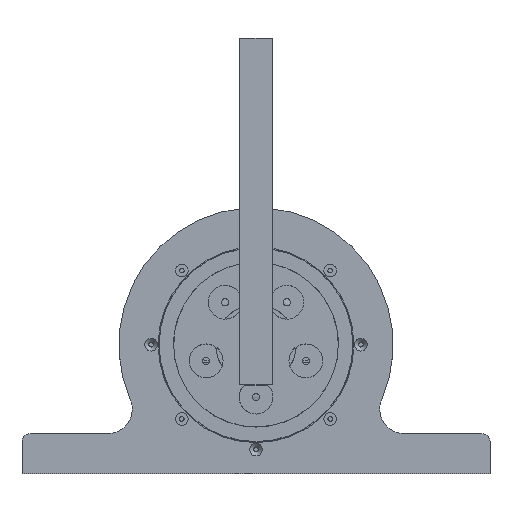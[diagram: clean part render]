
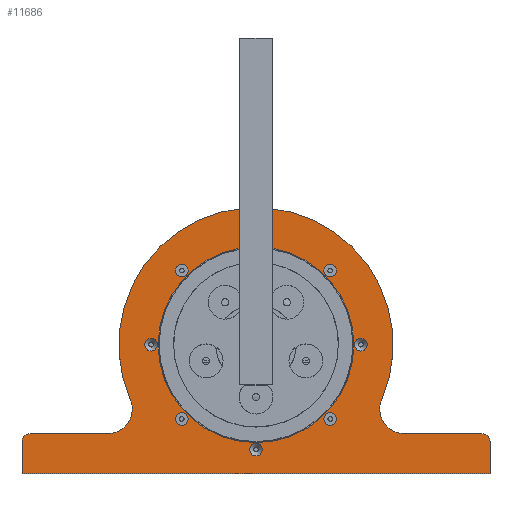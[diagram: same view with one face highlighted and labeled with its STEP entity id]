
A CAD part, top view. The second image highlights one B-rep face of the part: STEP entity #11686.
In plain terms, the highlighted planar face has unit normal (0, 0, 1).
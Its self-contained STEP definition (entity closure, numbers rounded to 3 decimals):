
#365=FACE_BOUND('',#4025,.T.);
#366=FACE_BOUND('',#4026,.T.);
#367=FACE_BOUND('',#4027,.T.);
#368=FACE_BOUND('',#4028,.T.);
#369=FACE_BOUND('',#4029,.T.);
#370=FACE_BOUND('',#4030,.T.);
#371=FACE_BOUND('',#4031,.T.);
#372=FACE_BOUND('',#4032,.T.);
#373=FACE_BOUND('',#4033,.T.);
#1277=LINE('',#18686,#2492);
#1278=LINE('',#18688,#2493);
#1279=LINE('',#18690,#2494);
#1280=LINE('',#18694,#2495);
#1281=LINE('',#18701,#2496);
#2492=VECTOR('',#15286,10.);
#2493=VECTOR('',#15287,10.);
#2494=VECTOR('',#15288,10.);
#2495=VECTOR('',#15291,10.);
#2496=VECTOR('',#15298,10.);
#3290=FACE_OUTER_BOUND('',#4024,.T.);
#4024=EDGE_LOOP('',(#9779,#9780,#9781,#9782,#9783,#9784,#9785,#9786,#9787,
#9788));
#4025=EDGE_LOOP('',(#9789));
#4026=EDGE_LOOP('',(#9790));
#4027=EDGE_LOOP('',(#9791));
#4028=EDGE_LOOP('',(#9792));
#4029=EDGE_LOOP('',(#9793));
#4030=EDGE_LOOP('',(#9794));
#4031=EDGE_LOOP('',(#9795));
#4032=EDGE_LOOP('',(#9796));
#4033=EDGE_LOOP('',(#9797));
#4589=CIRCLE('',#12638,3.9);
#4591=CIRCLE('',#12641,5.);
#4592=CIRCLE('',#12642,5.);
#4593=CIRCLE('',#12643,15.);
#4594=CIRCLE('',#12644,85.);
#4595=CIRCLE('',#12645,15.);
#4596=CIRCLE('',#12646,3.9);
#4597=CIRCLE('',#12647,3.9);
#4598=CIRCLE('',#12648,3.9);
#4599=CIRCLE('',#12649,3.9);
#4600=CIRCLE('',#12650,60.65);
#4601=CIRCLE('',#12651,3.9);
#4602=CIRCLE('',#12652,3.9);
#4603=CIRCLE('',#12653,3.9);
#5495=VERTEX_POINT('',#18676);
#5497=VERTEX_POINT('',#18682);
#5498=VERTEX_POINT('',#18683);
#5499=VERTEX_POINT('',#18685);
#5500=VERTEX_POINT('',#18687);
#5501=VERTEX_POINT('',#18689);
#5502=VERTEX_POINT('',#18691);
#5503=VERTEX_POINT('',#18693);
#5504=VERTEX_POINT('',#18695);
#5505=VERTEX_POINT('',#18697);
#5506=VERTEX_POINT('',#18699);
#5507=VERTEX_POINT('',#18702);
#5508=VERTEX_POINT('',#18704);
#5509=VERTEX_POINT('',#18706);
#5510=VERTEX_POINT('',#18708);
#5511=VERTEX_POINT('',#18710);
#5512=VERTEX_POINT('',#18712);
#5513=VERTEX_POINT('',#18714);
#5514=VERTEX_POINT('',#18716);
#6974=EDGE_CURVE('',#5495,#5495,#4589,.T.);
#6977=EDGE_CURVE('',#5497,#5498,#4591,.T.);
#6978=EDGE_CURVE('',#5497,#5499,#1277,.T.);
#6979=EDGE_CURVE('',#5499,#5500,#1278,.F.);
#6980=EDGE_CURVE('',#5500,#5501,#1279,.T.);
#6981=EDGE_CURVE('',#5502,#5501,#4592,.T.);
#6982=EDGE_CURVE('',#5502,#5503,#1280,.F.);
#6983=EDGE_CURVE('',#5504,#5503,#4593,.T.);
#6984=EDGE_CURVE('',#5504,#5505,#4594,.T.);
#6985=EDGE_CURVE('',#5506,#5505,#4595,.T.);
#6986=EDGE_CURVE('',#5506,#5498,#1281,.F.);
#6987=EDGE_CURVE('',#5507,#5507,#4596,.T.);
#6988=EDGE_CURVE('',#5508,#5508,#4597,.T.);
#6989=EDGE_CURVE('',#5509,#5509,#4598,.T.);
#6990=EDGE_CURVE('',#5510,#5510,#4599,.T.);
#6991=EDGE_CURVE('',#5511,#5511,#4600,.T.);
#6992=EDGE_CURVE('',#5512,#5512,#4601,.T.);
#6993=EDGE_CURVE('',#5513,#5513,#4602,.T.);
#6994=EDGE_CURVE('',#5514,#5514,#4603,.T.);
#9779=ORIENTED_EDGE('',*,*,#6977,.F.);
#9780=ORIENTED_EDGE('',*,*,#6978,.T.);
#9781=ORIENTED_EDGE('',*,*,#6979,.T.);
#9782=ORIENTED_EDGE('',*,*,#6980,.T.);
#9783=ORIENTED_EDGE('',*,*,#6981,.F.);
#9784=ORIENTED_EDGE('',*,*,#6982,.T.);
#9785=ORIENTED_EDGE('',*,*,#6983,.F.);
#9786=ORIENTED_EDGE('',*,*,#6984,.T.);
#9787=ORIENTED_EDGE('',*,*,#6985,.F.);
#9788=ORIENTED_EDGE('',*,*,#6986,.T.);
#9789=ORIENTED_EDGE('',*,*,#6987,.F.);
#9790=ORIENTED_EDGE('',*,*,#6988,.F.);
#9791=ORIENTED_EDGE('',*,*,#6989,.F.);
#9792=ORIENTED_EDGE('',*,*,#6990,.F.);
#9793=ORIENTED_EDGE('',*,*,#6991,.T.);
#9794=ORIENTED_EDGE('',*,*,#6992,.F.);
#9795=ORIENTED_EDGE('',*,*,#6993,.F.);
#9796=ORIENTED_EDGE('',*,*,#6994,.F.);
#9797=ORIENTED_EDGE('',*,*,#6974,.F.);
#11128=PLANE('',#12640);
#11686=ADVANCED_FACE('',(#3290,#365,#366,#367,#368,#369,#370,#371,#372,
#373),#11128,.T.);
#12638=AXIS2_PLACEMENT_3D('',#18677,#15277,#15278);
#12640=AXIS2_PLACEMENT_3D('',#18681,#15282,#15283);
#12641=AXIS2_PLACEMENT_3D('',#18684,#15284,#15285);
#12642=AXIS2_PLACEMENT_3D('',#18692,#15289,#15290);
#12643=AXIS2_PLACEMENT_3D('',#18696,#15292,#15293);
#12644=AXIS2_PLACEMENT_3D('',#18698,#15294,#15295);
#12645=AXIS2_PLACEMENT_3D('',#18700,#15296,#15297);
#12646=AXIS2_PLACEMENT_3D('',#18703,#15299,#15300);
#12647=AXIS2_PLACEMENT_3D('',#18705,#15301,#15302);
#12648=AXIS2_PLACEMENT_3D('',#18707,#15303,#15304);
#12649=AXIS2_PLACEMENT_3D('',#18709,#15305,#15306);
#12650=AXIS2_PLACEMENT_3D('',#18711,#15307,#15308);
#12651=AXIS2_PLACEMENT_3D('',#18713,#15309,#15310);
#12652=AXIS2_PLACEMENT_3D('',#18715,#15311,#15312);
#12653=AXIS2_PLACEMENT_3D('',#18717,#15313,#15314);
#15277=DIRECTION('center_axis',(0.,0.,1.));
#15278=DIRECTION('ref_axis',(0.,1.,0.));
#15282=DIRECTION('center_axis',(0.,0.,1.));
#15283=DIRECTION('ref_axis',(0.997,0.071,0.));
#15284=DIRECTION('center_axis',(0.,0.,-1.));
#15285=DIRECTION('ref_axis',(-0.707,0.707,0.));
#15286=DIRECTION('',(0.,-1.,0.));
#15287=DIRECTION('',(-1.,0.,0.));
#15288=DIRECTION('',(0.,1.,0.));
#15289=DIRECTION('center_axis',(0.,0.,-1.));
#15290=DIRECTION('ref_axis',(0.707,0.707,0.));
#15291=DIRECTION('',(1.,0.,0.));
#15292=DIRECTION('center_axis',(0.,0.,1.));
#15293=DIRECTION('ref_axis',(-0.837,-0.548,0.));
#15294=DIRECTION('center_axis',(0.,0.,1.));
#15295=DIRECTION('ref_axis',(0.997,0.071,0.));
#15296=DIRECTION('center_axis',(0.,0.,1.));
#15297=DIRECTION('ref_axis',(0.837,-0.548,0.));
#15298=DIRECTION('',(1.,0.,0.));
#15299=DIRECTION('center_axis',(0.,0.,1.));
#15300=DIRECTION('ref_axis',(-0.707,0.707,0.));
#15301=DIRECTION('center_axis',(0.,0.,1.));
#15302=DIRECTION('ref_axis',(-0.707,-0.707,0.));
#15303=DIRECTION('center_axis',(0.,0.,1.));
#15304=DIRECTION('ref_axis',(0.707,-0.707,0.));
#15305=DIRECTION('center_axis',(0.,0.,1.));
#15306=DIRECTION('ref_axis',(0.707,0.707,0.));
#15307=DIRECTION('center_axis',(0.,0.,-1.));
#15308=DIRECTION('ref_axis',(-1.,0.,0.));
#15309=DIRECTION('center_axis',(0.,0.,1.));
#15310=DIRECTION('ref_axis',(1.,0.,0.));
#15311=DIRECTION('center_axis',(0.,0.,1.));
#15312=DIRECTION('ref_axis',(0.,-1.,0.));
#15313=DIRECTION('center_axis',(0.,0.,1.));
#15314=DIRECTION('ref_axis',(-1.,0.,0.));
#18676=CARTESIAN_POINT('',(65.,-3.9,59.));
#18677=CARTESIAN_POINT('Origin',(65.,0.,59.));
#18681=CARTESIAN_POINT('Origin',(0.,0.,59.));
#18682=CARTESIAN_POINT('',(-145.,-60.,59.));
#18683=CARTESIAN_POINT('',(-140.,-55.,59.));
#18684=CARTESIAN_POINT('Origin',(-140.,-60.,59.));
#18685=CARTESIAN_POINT('',(-145.,-80.,59.));
#18686=CARTESIAN_POINT('',(-145.,-70.,59.));
#18687=CARTESIAN_POINT('',(145.,-80.,59.));
#18688=CARTESIAN_POINT('',(72.5,-80.,59.));
#18689=CARTESIAN_POINT('',(145.,-60.,59.));
#18690=CARTESIAN_POINT('',(145.,-130.,59.));
#18691=CARTESIAN_POINT('',(140.,-55.,59.));
#18692=CARTESIAN_POINT('Origin',(140.,-60.,59.));
#18693=CARTESIAN_POINT('',(91.652,-55.,59.));
#18694=CARTESIAN_POINT('',(24.109,-55.,59.));
#18695=CARTESIAN_POINT('',(77.904,-34.,59.));
#18696=CARTESIAN_POINT('Origin',(91.652,-40.,59.));
#18697=CARTESIAN_POINT('',(-77.904,-34.,59.));
#18698=CARTESIAN_POINT('Origin',(0.,0.,59.));
#18699=CARTESIAN_POINT('',(-91.652,-55.,59.));
#18700=CARTESIAN_POINT('Origin',(-91.652,-40.,59.));
#18701=CARTESIAN_POINT('',(-72.5,-55.,59.));
#18702=CARTESIAN_POINT('',(48.72,43.204,59.));
#18703=CARTESIAN_POINT('Origin',(45.962,45.962,59.));
#18704=CARTESIAN_POINT('',(-43.204,48.72,59.));
#18705=CARTESIAN_POINT('Origin',(-45.962,45.962,59.));
#18706=CARTESIAN_POINT('',(-48.72,-43.204,59.));
#18707=CARTESIAN_POINT('Origin',(-45.962,-45.962,59.));
#18708=CARTESIAN_POINT('',(43.204,-48.72,59.));
#18709=CARTESIAN_POINT('Origin',(45.962,-45.962,59.));
#18710=CARTESIAN_POINT('',(60.65,0.,59.));
#18711=CARTESIAN_POINT('Origin',(0.,0.,59.));
#18712=CARTESIAN_POINT('',(-3.9,-65.,59.));
#18713=CARTESIAN_POINT('Origin',(0.,-65.,59.));
#18714=CARTESIAN_POINT('',(-65.,3.9,59.));
#18715=CARTESIAN_POINT('Origin',(-65.,0.,59.));
#18716=CARTESIAN_POINT('',(3.9,65.,59.));
#18717=CARTESIAN_POINT('Origin',(0.,65.,59.));
